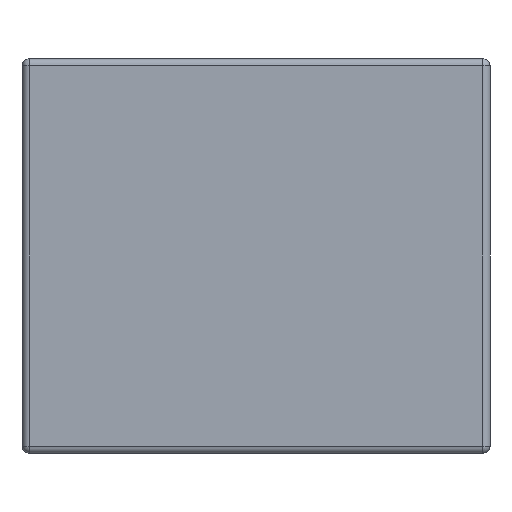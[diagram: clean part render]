
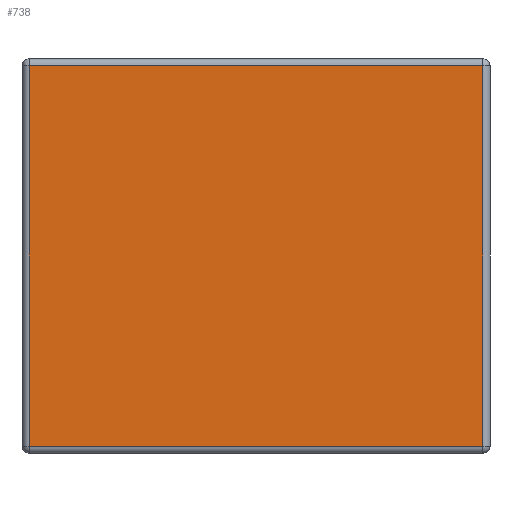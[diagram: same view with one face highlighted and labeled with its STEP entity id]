
A CAD part, left-side view. The second image highlights one B-rep face of the part: STEP entity #738.
In plain terms, the highlighted planar face has unit normal (-1, 0, 0).
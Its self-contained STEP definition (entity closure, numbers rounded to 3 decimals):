
#41 = DIRECTION ( 'NONE',  ( 0., 0., -1. ) ) ;
#103 = PLANE ( 'NONE',  #2415 ) ;
#203 = ORIENTED_EDGE ( 'NONE', *, *, #1326, .T. ) ;
#211 = CARTESIAN_POINT ( 'NONE',  ( -2.25, -1.55, 0.05 ) ) ;
#247 = VECTOR ( 'NONE', #301, 1000. ) ;
#301 = DIRECTION ( 'NONE',  ( 0., -1., 0. ) ) ;
#310 = EDGE_CURVE ( 'NONE', #2310, #2727, #1038, .T. ) ;
#505 = VECTOR ( 'NONE', #41, 1000. ) ;
#559 = EDGE_CURVE ( 'NONE', #978, #2310, #1285, .T. ) ;
#568 = VECTOR ( 'NONE', #2125, 1000. ) ;
#619 = VECTOR ( 'NONE', #1980, 1000. ) ;
#702 = DIRECTION ( 'NONE',  ( 0., 0., 1. ) ) ;
#738 = ADVANCED_FACE ( 'NONE', ( #1319 ), #103, .T. ) ;
#761 = CARTESIAN_POINT ( 'NONE',  ( -2.25, -1.55, 2.65 ) ) ;
#777 = LINE ( 'NONE', #795, #619 ) ;
#795 = CARTESIAN_POINT ( 'NONE',  ( -2.25, -1.55, 2.7 ) ) ;
#948 = EDGE_CURVE ( 'NONE', #2727, #2620, #777, .T. ) ;
#978 = VERTEX_POINT ( 'NONE', #1742 ) ;
#1038 = LINE ( 'NONE', #2014, #247 ) ;
#1192 = ORIENTED_EDGE ( 'NONE', *, *, #559, .T. ) ;
#1285 = LINE ( 'NONE', #2964, #505 ) ;
#1319 = FACE_OUTER_BOUND ( 'NONE', #1857, .T. ) ;
#1326 = EDGE_CURVE ( 'NONE', #2620, #978, #2859, .T. ) ;
#1344 = ORIENTED_EDGE ( 'NONE', *, *, #310, .T. ) ;
#1400 = CARTESIAN_POINT ( 'NONE',  ( -2.25, 0., 2.65 ) ) ;
#1572 = CARTESIAN_POINT ( 'NONE',  ( -2.25, 1.55, 0.05 ) ) ;
#1742 = CARTESIAN_POINT ( 'NONE',  ( -2.25, 1.55, 2.65 ) ) ;
#1857 = EDGE_LOOP ( 'NONE', ( #203, #1192, #1344, #2419 ) ) ;
#1980 = DIRECTION ( 'NONE',  ( 0., 0., 1. ) ) ;
#2014 = CARTESIAN_POINT ( 'NONE',  ( -2.25, -1.6, 0.05 ) ) ;
#2125 = DIRECTION ( 'NONE',  ( 0., 1., 0. ) ) ;
#2310 = VERTEX_POINT ( 'NONE', #1572 ) ;
#2328 = CARTESIAN_POINT ( 'NONE',  ( -2.25, 0., 2.7 ) ) ;
#2415 = AXIS2_PLACEMENT_3D ( 'NONE', #2328, #2858, #702 ) ;
#2419 = ORIENTED_EDGE ( 'NONE', *, *, #948, .T. ) ;
#2620 = VERTEX_POINT ( 'NONE', #761 ) ;
#2727 = VERTEX_POINT ( 'NONE', #211 ) ;
#2858 = DIRECTION ( 'NONE',  ( -1., 0., 0. ) ) ;
#2859 = LINE ( 'NONE', #1400, #568 ) ;
#2964 = CARTESIAN_POINT ( 'NONE',  ( -2.25, 1.55, 0. ) ) ;
